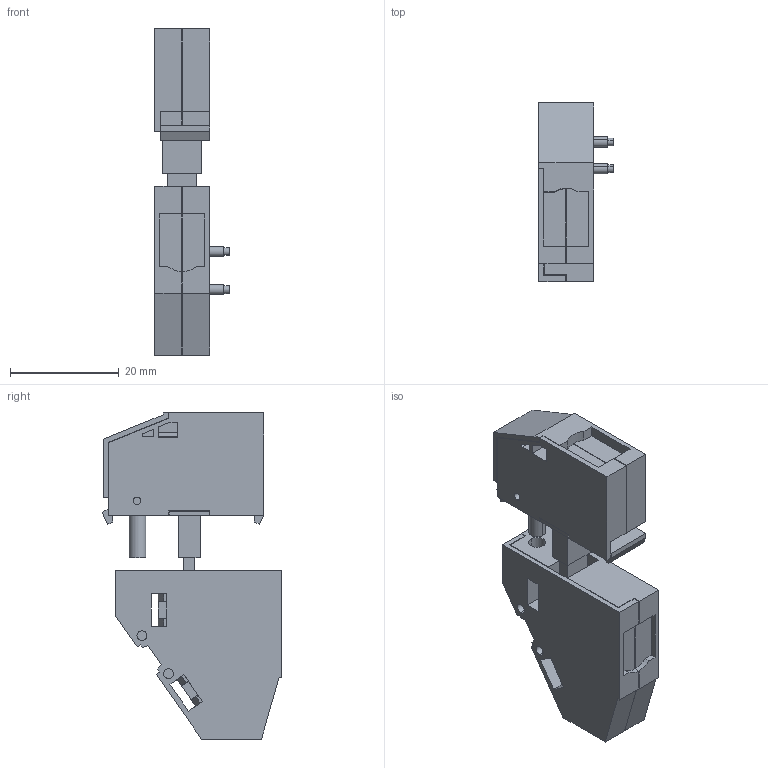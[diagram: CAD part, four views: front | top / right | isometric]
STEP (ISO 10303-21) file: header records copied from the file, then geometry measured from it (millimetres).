
FILE_DESCRIPTION(('CATIA V5R24 STEP','CAx-IF Rec.Pracs.--- Model Styling and Organization---1.2---2011-12-15'),'2;1');
FILE_NAME ('D1462110_0', '2017-11-28T10:04:56+00:00', ('Weidmueller Interface'), ('Weidmueller'), 'CATIA Version 5-6 Release 2014 SP4 HF52', 'CATIA V5 STEP AP214', 'none');
FILE_SCHEMA(('AUTOMOTIVE_DESIGN { 1 0 10303 214 1 1 1 1 }'));
Length unit declared in the file: millimetre
Products named in the file (1): 2439540000
Bounding box: 13.7 x 32.99 x 59.9 mm (x, y, z)
Volume: 11378.9 mm3; surface area: 7606.4 mm2
Topology: 4 solids, 4 shells, 406 faces, 1108 edges, 734 vertices
Faces by surface type: plane 371, cylinder 35
Entity records: 12447 total; most frequent: CARTESIAN_POINT 2231, ORIENTED_EDGE 2216, DIRECTION 1672, EDGE_CURVE 1108, VECTOR 1029, LINE 1029, VERTEX_POINT 734, EDGE_LOOP 438
